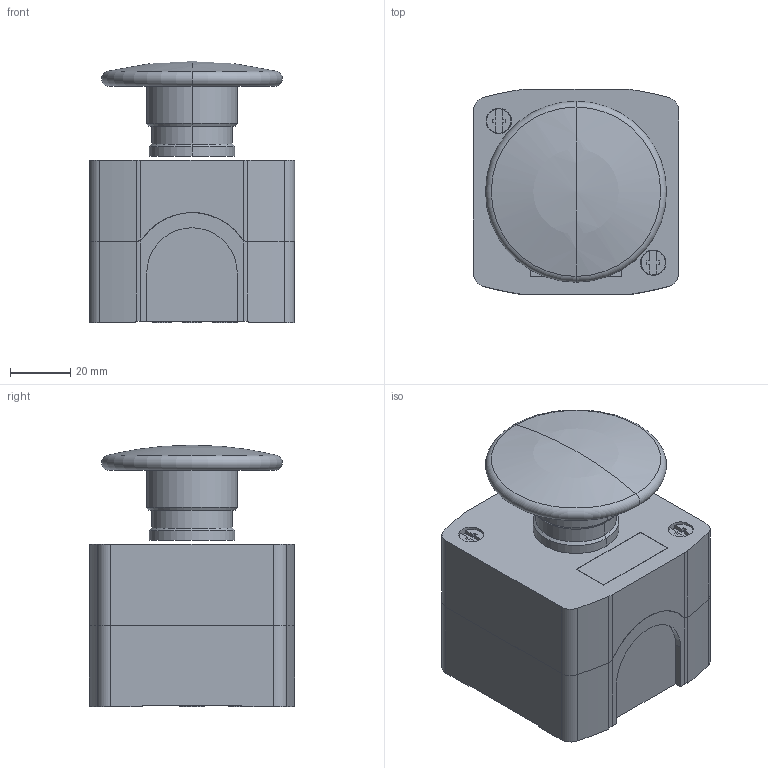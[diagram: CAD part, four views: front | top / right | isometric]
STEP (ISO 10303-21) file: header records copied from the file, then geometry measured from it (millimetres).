
FILE_DESCRIPTION((''),'2;1');
FILE_NAME('XALK198H7-3D','2020-12-02T16:04:30',('SESA231899'),('Schneider-Electric'),'CREO PARAMETRIC BY PTC INC, 2019164','CREO PARAMETRIC BY PTC INC, 2019164','');
FILE_SCHEMA(('AP242_MANAGED_MODEL_BASED_3D_ENGINEERING_MIM_LF { 1 0 10303 442 1 1 4 }'));
Length unit declared in the file: millimetre
Products named in the file (1): XALK198H7-3D
Bounding box: 68 x 68 x 86.72 mm (x, y, z)
Volume: 96184.4 mm3; surface area: 70447.6 mm2
Topology: 2 solids, 2 shells, 636 faces, 1745 edges, 1153 vertices
Faces by surface type: plane 432, cylinder 188, cone 8, extrusion 4, torus 2, sphere 2
Entity records: 48096 total; most frequent: CARTESIAN_POINT 30634, ORIENTED_EDGE 3486, DIRECTION 3435, EDGE_CURVE 1743, VECTOR 1269, LINE 1265, VERTEX_POINT 1153, AXIS2_PLACEMENT_3D 1083
